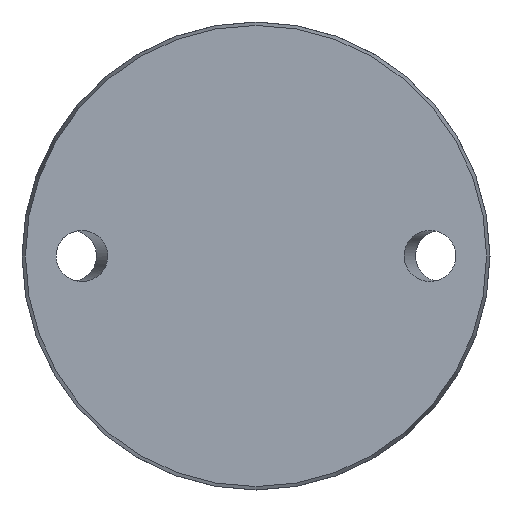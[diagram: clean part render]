
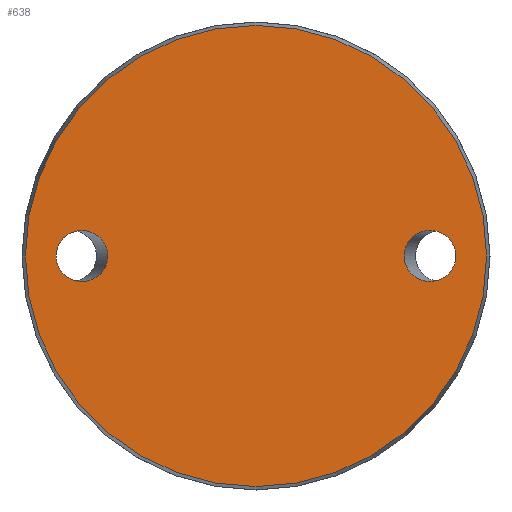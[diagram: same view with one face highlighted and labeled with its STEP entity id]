
A CAD part, front view. The second image highlights one B-rep face of the part: STEP entity #638.
In plain terms, the highlighted planar face has unit normal (0, -1, 0).
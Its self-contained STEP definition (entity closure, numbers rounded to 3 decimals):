
#76 = EDGE_LOOP ( 'NONE', ( #510 ) ) ;
#120 = AXIS2_PLACEMENT_3D ( 'NONE', #631, #767, #622 ) ;
#132 = CARTESIAN_POINT ( 'NONE',  ( -38.425, 0., 0. ) ) ;
#188 = CARTESIAN_POINT ( 'NONE',  ( 0., 0., -38.425 ) ) ;
#228 = CARTESIAN_POINT ( 'NONE',  ( 24.691, 0., 0. ) ) ;
#234 = CARTESIAN_POINT ( 'NONE',  ( 24.691, 0., 8.5 ) ) ;
#281 = CARTESIAN_POINT ( 'NONE',  ( -24.691, 0., 0. ) ) ;
#284 = CARTESIAN_POINT ( 'NONE',  ( -24.691, 0., 8.5 ) ) ;
#308 = CARTESIAN_POINT ( 'NONE',  ( 33.309, 0., 0. ) ) ;
#347 = VERTEX_POINT ( 'NONE', #640 ) ;
#353 = CARTESIAN_POINT ( 'NONE',  ( -24.691, 0., -8.5 ) ) ;
#396 = ORIENTED_EDGE ( 'NONE', *, *, #432, .T. ) ;
#398 = VERTEX_POINT ( 'NONE', #918 ) ;
#422 = CARTESIAN_POINT ( 'NONE',  ( -33.309, 0., -8.5 ) ) ;
#432 = EDGE_CURVE ( 'NONE', #926, #926, #864, .T. ) ;
#441 = EDGE_LOOP ( 'NONE', ( #535 ) ) ;
#507 = DIRECTION ( 'NONE',  ( 0., 1., 0. ) ) ;
#510 = ORIENTED_EDGE ( 'NONE', *, *, #511, .T. ) ;
#511 = EDGE_CURVE ( 'NONE', #398, #398, #661, .T. ) ;
#528 = CARTESIAN_POINT ( 'NONE',  ( 24.691, 0., 0. ) ) ;
#534 = CARTESIAN_POINT ( 'NONE',  ( 33.309, 0., -8.5 ) ) ;
#535 = ORIENTED_EDGE ( 'NONE', *, *, #821, .F. ) ;
#622 = DIRECTION ( 'NONE',  ( 0., 0., -1. ) ) ;
#631 = CARTESIAN_POINT ( 'NONE',  ( 0., 0., 0. ) ) ;
#638 = ADVANCED_FACE ( 'NONE', ( #796, #660, #885 ), #880, .F. ) ;
#640 = CARTESIAN_POINT ( 'NONE',  ( 24.691, 0., 0. ) ) ;
#651 = CARTESIAN_POINT ( 'NONE',  ( -33.309, 0., 0. ) ) ;
#660 = FACE_BOUND ( 'NONE', #441, .T. ) ;
#661 =( BOUNDED_CURVE ( )  B_SPLINE_CURVE ( 3, ( #935, #792, #284, #281, #353, #422, #651 ),
 .UNSPECIFIED., .T., .T. ) 
 B_SPLINE_CURVE_WITH_KNOTS ( ( 4, 3, 4 ),
 ( 0., 3.142, 6.283 ),
 .UNSPECIFIED. ) 
 CURVE ( )  GEOMETRIC_REPRESENTATION_ITEM ( )  RATIONAL_B_SPLINE_CURVE ( ( 1., 0.333, 0.333, 1., 0.333, 0.333, 1. ) ) 
 REPRESENTATION_ITEM ( '' )  );
#671 = CARTESIAN_POINT ( 'NONE',  ( 24.691, 0., -8.5 ) ) ;
#728 =( BOUNDED_CURVE ( )  B_SPLINE_CURVE ( 3, ( #228, #671, #534, #308, #899, #234, #528 ),
 .UNSPECIFIED., .T., .T. ) 
 B_SPLINE_CURVE_WITH_KNOTS ( ( 4, 3, 4 ),
 ( 0., 3.142, 6.283 ),
 .UNSPECIFIED. ) 
 CURVE ( )  GEOMETRIC_REPRESENTATION_ITEM ( )  RATIONAL_B_SPLINE_CURVE ( ( 1., 0.333, 0.333, 1., 0.333, 0.333, 1. ) ) 
 REPRESENTATION_ITEM ( '' )  );
#767 = DIRECTION ( 'NONE',  ( 0., -1., 0. ) ) ;
#792 = CARTESIAN_POINT ( 'NONE',  ( -33.309, 0., 8.5 ) ) ;
#796 = FACE_BOUND ( 'NONE', #76, .T. ) ;
#821 = EDGE_CURVE ( 'NONE', #347, #347, #728, .T. ) ;
#864 = CIRCLE ( 'NONE', #120, 38.425 ) ;
#880 = PLANE ( 'NONE',  #912 ) ;
#885 = FACE_OUTER_BOUND ( 'NONE', #927, .T. ) ;
#899 = CARTESIAN_POINT ( 'NONE',  ( 33.309, 0., 8.5 ) ) ;
#912 = AXIS2_PLACEMENT_3D ( 'NONE', #132, #507, #955 ) ;
#918 = CARTESIAN_POINT ( 'NONE',  ( -33.309, 0., 0. ) ) ;
#926 = VERTEX_POINT ( 'NONE', #188 ) ;
#927 = EDGE_LOOP ( 'NONE', ( #396 ) ) ;
#935 = CARTESIAN_POINT ( 'NONE',  ( -33.309, 0., 0. ) ) ;
#955 = DIRECTION ( 'NONE',  ( 0., 0., 1. ) ) ;
